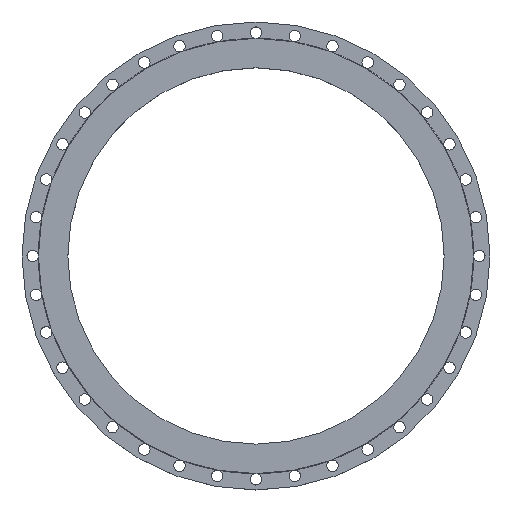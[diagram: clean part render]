
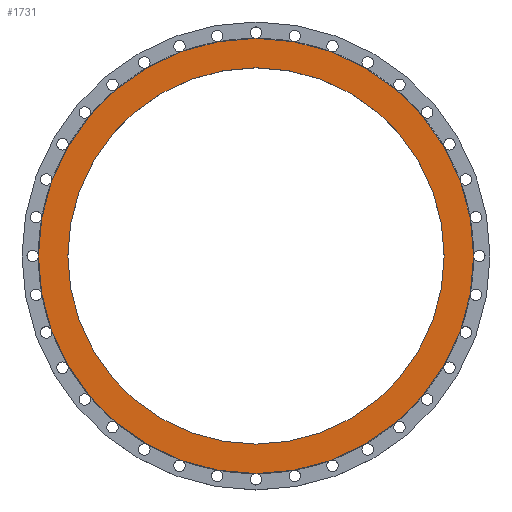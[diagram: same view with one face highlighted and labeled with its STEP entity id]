
A CAD part, top view. The second image highlights one B-rep face of the part: STEP entity #1731.
In plain terms, the highlighted planar face has unit normal (0, 0, 1).
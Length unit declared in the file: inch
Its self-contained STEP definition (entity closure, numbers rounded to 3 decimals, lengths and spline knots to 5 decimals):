
#61 = CIRCLE ( 'NONE', #1685, 14.375 ) ;
#173 = EDGE_LOOP ( 'NONE', ( #3065, #2747 ) ) ;
#200 = EDGE_CURVE ( 'NONE', #3390, #1980, #1389, .T. ) ;
#242 = CIRCLE ( 'NONE', #3278, 16.625 ) ;
#363 = DIRECTION ( 'NONE',  ( 1., 0., 0. ) ) ;
#480 = CARTESIAN_POINT ( 'NONE',  ( 0., 0., 0. ) ) ;
#514 = DIRECTION ( 'NONE',  ( 0., 0., 1. ) ) ;
#574 = DIRECTION ( 'NONE',  ( 0., 0., 1. ) ) ;
#685 = FACE_BOUND ( 'NONE', #173, .T. ) ;
#703 = DIRECTION ( 'NONE',  ( -1., 0., 0. ) ) ;
#841 = EDGE_CURVE ( 'NONE', #1980, #3390, #61, .T. ) ;
#1152 = CARTESIAN_POINT ( 'NONE',  ( 0., 0., 0. ) ) ;
#1385 = ORIENTED_EDGE ( 'NONE', *, *, #1512, .T. ) ;
#1389 = CIRCLE ( 'NONE', #3524, 14.375 ) ;
#1460 = ORIENTED_EDGE ( 'NONE', *, *, #2091, .T. ) ;
#1512 = EDGE_CURVE ( 'NONE', #3132, #2933, #242, .T. ) ;
#1685 = AXIS2_PLACEMENT_3D ( 'NONE', #1152, #574, #3728 ) ;
#1731 = ADVANCED_FACE ( 'NONE', ( #685, #1832 ), #2185, .F. ) ;
#1832 = FACE_OUTER_BOUND ( 'NONE', #3063, .T. ) ;
#1980 = VERTEX_POINT ( 'NONE', #2175 ) ;
#2091 = EDGE_CURVE ( 'NONE', #2933, #3132, #3534, .T. ) ;
#2175 = CARTESIAN_POINT ( 'NONE',  ( -14.375, 0., 0. ) ) ;
#2185 = PLANE ( 'NONE',  #2798 ) ;
#2396 = CARTESIAN_POINT ( 'NONE',  ( 14.375, 0., 0. ) ) ;
#2401 = CARTESIAN_POINT ( 'NONE',  ( 16.625, 0., 0. ) ) ;
#2480 = CARTESIAN_POINT ( 'NONE',  ( -16.625, 0., 0. ) ) ;
#2577 = DIRECTION ( 'NONE',  ( 0., 0., 1. ) ) ;
#2597 = CARTESIAN_POINT ( 'NONE',  ( 0., 0., 0. ) ) ;
#2747 = ORIENTED_EDGE ( 'NONE', *, *, #841, .F. ) ;
#2798 = AXIS2_PLACEMENT_3D ( 'NONE', #3314, #3000, #703 ) ;
#2809 = DIRECTION ( 'NONE',  ( 1., 0., 0. ) ) ;
#2933 = VERTEX_POINT ( 'NONE', #2401 ) ;
#3000 = DIRECTION ( 'NONE',  ( 0., 0., -1. ) ) ;
#3063 = EDGE_LOOP ( 'NONE', ( #1460, #1385 ) ) ;
#3065 = ORIENTED_EDGE ( 'NONE', *, *, #200, .F. ) ;
#3132 = VERTEX_POINT ( 'NONE', #2480 ) ;
#3221 = AXIS2_PLACEMENT_3D ( 'NONE', #3420, #514, #3658 ) ;
#3274 = DIRECTION ( 'NONE',  ( 0., 0., 1. ) ) ;
#3278 = AXIS2_PLACEMENT_3D ( 'NONE', #480, #2577, #2809 ) ;
#3314 = CARTESIAN_POINT ( 'NONE',  ( 0., 14.375, 0. ) ) ;
#3390 = VERTEX_POINT ( 'NONE', #2396 ) ;
#3420 = CARTESIAN_POINT ( 'NONE',  ( 0., 0., 0. ) ) ;
#3524 = AXIS2_PLACEMENT_3D ( 'NONE', #2597, #3274, #363 ) ;
#3534 = CIRCLE ( 'NONE', #3221, 16.625 ) ;
#3658 = DIRECTION ( 'NONE',  ( 1., 0., 0. ) ) ;
#3728 = DIRECTION ( 'NONE',  ( 1., 0., 0. ) ) ;
